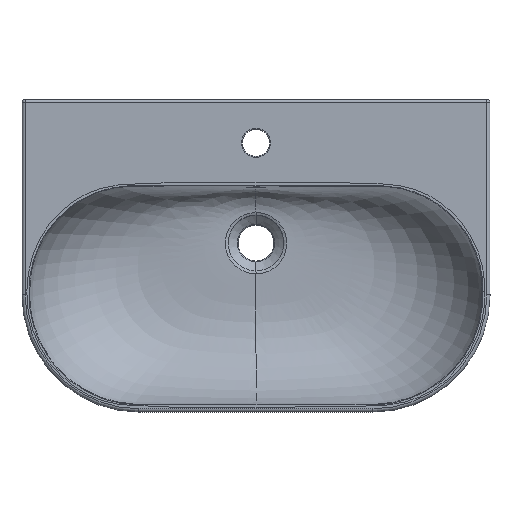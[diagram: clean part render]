
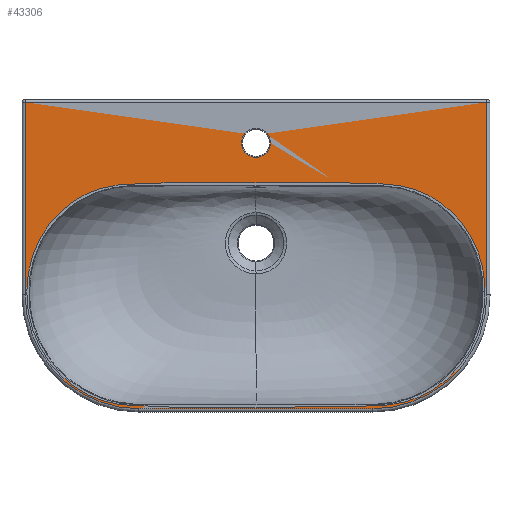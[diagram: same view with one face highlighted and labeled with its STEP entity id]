
A CAD part, top view. The second image highlights one B-rep face of the part: STEP entity #43306.
In plain terms, the highlighted planar face has unit normal (0, 0, 1).
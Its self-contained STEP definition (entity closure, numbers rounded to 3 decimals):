
#32442=DIRECTION('',(0.,-1.,0.));
#32443=VECTOR('',#32442,247.);
#32444=CARTESIAN_POINT('',(296.,-2.996,0.));
#32445=LINE('',#32444,#32443);
#32466=DIRECTION('',(-1.,0.,0.));
#32467=VECTOR('',#32466,300.);
#32468=CARTESIAN_POINT('',(150.,-395.996,0.));
#32469=LINE('',#32468,#32467);
#32470=CARTESIAN_POINT('',(-150.,-249.996,0.));
#32471=DIRECTION('',(0.,0.,1.));
#32472=DIRECTION('',(-1.,0.,0.));
#32473=AXIS2_PLACEMENT_3D('',#32470,#32471,#32472);
#32475=DIRECTION('',(1.,0.,0.));
#32476=VECTOR('',#32475,592.);
#32477=CARTESIAN_POINT('',(-296.,-2.996,0.));
#32478=LINE('',#32477,#32476);
#32479=CARTESIAN_POINT('',(150.,-249.996,0.));
#32480=DIRECTION('',(0.,0.,1.));
#32481=DIRECTION('',(0.,-1.,0.));
#32482=AXIS2_PLACEMENT_3D('',#32479,#32480,#32481);
#32484=CARTESIAN_POINT('',(0.,-394.375,0.));
#32485=CARTESIAN_POINT('',(13.519,-394.393,
0.));
#32486=CARTESIAN_POINT('',(39.72,-394.41,
0.));
#32487=CARTESIAN_POINT('',(76.314,-394.465,
0.));
#32488=CARTESIAN_POINT('',(110.782,-394.274,
0.));
#32489=CARTESIAN_POINT('',(140.842,-393.806,
0.));
#32490=CARTESIAN_POINT('',(167.122,-392.016,
0.));
#32491=CARTESIAN_POINT('',(189.914,-388.002,
0.));
#32492=CARTESIAN_POINT('',(209.16,-381.643,
0.));
#32493=CARTESIAN_POINT('',(227.207,-372.203,
0.));
#32494=CARTESIAN_POINT('',(244.854,-359.034,
0.));
#32495=CARTESIAN_POINT('',(260.702,-342.638,
0.));
#32496=CARTESIAN_POINT('',(273.714,-324.06,
0.));
#32497=CARTESIAN_POINT('',(283.785,-303.397,
0.));
#32498=CARTESIAN_POINT('',(290.783,-280.583,
0.));
#32499=CARTESIAN_POINT('',(294.191,-256.63,
0.));
#32500=CARTESIAN_POINT('',(293.855,-232.524,
0.));
#32501=CARTESIAN_POINT('',(289.876,-209.357,
0.));
#32502=CARTESIAN_POINT('',(282.586,-187.946,
0.));
#32503=CARTESIAN_POINT('',(272.488,-168.834,
0.));
#32504=CARTESIAN_POINT('',(259.415,-151.505,
0.));
#32505=CARTESIAN_POINT('',(243.553,-136.293,
0.));
#32506=CARTESIAN_POINT('',(226.19,-124.365,
0.));
#32507=CARTESIAN_POINT('',(208.317,-115.909,
0.));
#32508=CARTESIAN_POINT('',(189.116,-110.48,
0.));
#32509=CARTESIAN_POINT('',(166.696,-107.388,
0.));
#32510=CARTESIAN_POINT('',(140.954,-106.337,
0.));
#32511=CARTESIAN_POINT('',(111.537,-106.333,
0.));
#32512=CARTESIAN_POINT('',(78.021,-106.252,
0.));
#32513=CARTESIAN_POINT('',(41.025,-106.213,
0.));
#32514=CARTESIAN_POINT('',(14.06,-106.202,
0.));
#32515=CARTESIAN_POINT('',(0.,-106.201,0.));
#32517=CARTESIAN_POINT('',(0.,-106.201,0.));
#32518=CARTESIAN_POINT('',(-13.522,-106.204,
0.));
#32519=CARTESIAN_POINT('',(-39.7,-106.218,
0.));
#32520=CARTESIAN_POINT('',(-76.381,-106.269,
0.));
#32521=CARTESIAN_POINT('',(-110.434,-106.347,
0.));
#32522=CARTESIAN_POINT('',(-139.947,-106.297,
0.));
#32523=CARTESIAN_POINT('',(-165.88,-107.252,
0.));
#32524=CARTESIAN_POINT('',(-188.458,-110.278,
0.));
#32525=CARTESIAN_POINT('',(-207.835,-115.704,
0.));
#32526=CARTESIAN_POINT('',(-225.808,-124.168,
0.));
#32527=CARTESIAN_POINT('',(-243.24,-136.066,
0.));
#32528=CARTESIAN_POINT('',(-259.186,-151.27,
0.));
#32529=CARTESIAN_POINT('',(-272.201,-168.404,
0.));
#32530=CARTESIAN_POINT('',(-282.336,-187.42,
0.));
#32531=CARTESIAN_POINT('',(-289.702,-208.795,
0.));
#32532=CARTESIAN_POINT('',(-293.785,-232.005,
0.));
#32533=CARTESIAN_POINT('',(-294.222,-256.084,
0.));
#32534=CARTESIAN_POINT('',(-290.927,-279.968,
0.));
#32535=CARTESIAN_POINT('',(-284.07,-302.69,
0.));
#32536=CARTESIAN_POINT('',(-274.087,-323.437,
0.));
#32537=CARTESIAN_POINT('',(-261.118,-342.148,
0.));
#32538=CARTESIAN_POINT('',(-245.418,-358.562,
0.));
#32539=CARTESIAN_POINT('',(-227.93,-371.761,
0.));
#32540=CARTESIAN_POINT('',(-210.088,-381.224,
0.));
#32541=CARTESIAN_POINT('',(-190.923,-387.688,
0.));
#32542=CARTESIAN_POINT('',(-168.214,-391.818,
0.));
#32543=CARTESIAN_POINT('',(-142.025,-393.736,
0.));
#32544=CARTESIAN_POINT('',(-111.868,-394.283,
0.));
#32545=CARTESIAN_POINT('',(-77.715,-394.489,
0.));
#32546=CARTESIAN_POINT('',(-40.623,-394.42,
0.));
#32547=CARTESIAN_POINT('',(-13.874,-394.398,
0.));
#32548=CARTESIAN_POINT('',(0.,-394.375,0.));
#32550=CARTESIAN_POINT('',(-0.003,-55.,
0.));
#32551=DIRECTION('',(0.,0.,-1.));
#32552=DIRECTION('',(0.,1.,0.));
#32553=AXIS2_PLACEMENT_3D('',#32550,#32551,#32552);
#32555=CARTESIAN_POINT('',(0.003,-55.,
0.));
#32556=DIRECTION('',(0.,0.,-1.));
#32557=DIRECTION('',(0.,-1.,0.));
#32558=AXIS2_PLACEMENT_3D('',#32555,#32556,#32557);
#32634=DIRECTION('',(0.,1.,0.));
#32635=VECTOR('',#32634,247.);
#32636=CARTESIAN_POINT('',(-296.,-249.996,0.));
#32637=LINE('',#32636,#32635);
#32857=CARTESIAN_POINT('',(150.,-395.996,0.));
#32858=VERTEX_POINT('',#32857);
#32859=CARTESIAN_POINT('',(296.,-249.996,0.));
#32860=VERTEX_POINT('',#32859);
#32863=CARTESIAN_POINT('',(296.,-2.996,0.));
#32864=VERTEX_POINT('',#32863);
#32865=VERTEX_POINT('',#32515);
#32866=VERTEX_POINT('',#32484);
#32867=CARTESIAN_POINT('',(0.,-36.5,
0.));
#32868=CARTESIAN_POINT('',(0.,-73.5,
0.));
#32869=VERTEX_POINT('',#32867);
#32870=VERTEX_POINT('',#32868);
#32989=CARTESIAN_POINT('',(-150.,-395.996,0.));
#32990=VERTEX_POINT('',#32989);
#32991=CARTESIAN_POINT('',(-296.,-249.996,0.));
#32992=VERTEX_POINT('',#32991);
#32995=CARTESIAN_POINT('',(-296.,-2.996,0.));
#32996=VERTEX_POINT('',#32995);
#43277=CARTESIAN_POINT('',(375.,-449.996,0.));
#43278=DIRECTION('',(0.,0.,1.));
#43279=DIRECTION('',(1.,0.,0.));
#43280=AXIS2_PLACEMENT_3D('',#43277,#43278,#43279);
#43281=PLANE('',#43280);
#43283=ORIENTED_EDGE('',*,*,#43282,.T.);
#43285=ORIENTED_EDGE('',*,*,#43284,.F.);
#43287=ORIENTED_EDGE('',*,*,#43286,.T.);
#43288=ORIENTED_EDGE('',*,*,#43270,.T.);
#43289=ORIENTED_EDGE('',*,*,#43233,.T.);
#43291=ORIENTED_EDGE('',*,*,#43290,.F.);
#43292=EDGE_LOOP('',(#43283,#43285,#43287,#43288,#43289,#43291));
#43293=FACE_OUTER_BOUND('',#43292,.F.);
#43295=ORIENTED_EDGE('',*,*,#43294,.T.);
#43297=ORIENTED_EDGE('',*,*,#43296,.T.);
#43298=EDGE_LOOP('',(#43295,#43297));
#43299=FACE_BOUND('',#43298,.F.);
#43301=ORIENTED_EDGE('',*,*,#43300,.F.);
#43303=ORIENTED_EDGE('',*,*,#43302,.F.);
#43304=EDGE_LOOP('',(#43301,#43303));
#43305=FACE_BOUND('',#43304,.F.);
#43306=ADVANCED_FACE('',(#43293,#43299,#43305),#43281,.T.);
#32474=CIRCLE('',#32473,146.);
#32483=CIRCLE('',#32482,146.);
#32516=B_SPLINE_CURVE_WITH_KNOTS('',3,(#32484,#32485,#32486,#32487,#32488,
#32489,#32490,#32491,#32492,#32493,#32494,#32495,#32496,#32497,#32498,#32499,
#32500,#32501,#32502,#32503,#32504,#32505,#32506,#32507,#32508,#32509,#32510,
#32511,#32512,#32513,#32514,#32515),.UNSPECIFIED.,.F.,.F.,(4,1,1,1,1,1,1,1,1,1,
1,1,1,1,1,1,1,1,1,1,1,1,1,1,1,1,1,1,1,4),(0.,0.034,
0.069,0.103,0.138,0.172,
0.207,0.241,0.276,0.31,
0.345,0.379,0.414,0.448,
0.483,0.517,0.552,0.586,
0.621,0.655,0.69,0.724,
0.759,0.793,0.828,0.862,
0.897,0.931,0.966,1.),.UNSPECIFIED.);
#32549=B_SPLINE_CURVE_WITH_KNOTS('',3,(#32517,#32518,#32519,#32520,#32521,
#32522,#32523,#32524,#32525,#32526,#32527,#32528,#32529,#32530,#32531,#32532,
#32533,#32534,#32535,#32536,#32537,#32538,#32539,#32540,#32541,#32542,#32543,
#32544,#32545,#32546,#32547,#32548),.UNSPECIFIED.,.F.,.F.,(4,1,1,1,1,1,1,1,1,1,
1,1,1,1,1,1,1,1,1,1,1,1,1,1,1,1,1,1,1,4),(0.,0.034,
0.069,0.103,0.138,0.172,
0.207,0.241,0.276,0.31,
0.345,0.379,0.414,0.448,
0.483,0.517,0.552,0.586,
0.621,0.655,0.69,0.724,
0.759,0.793,0.828,0.862,
0.897,0.931,0.966,1.),.UNSPECIFIED.);
#32554=CIRCLE('',#32553,18.5);
#32559=CIRCLE('',#32558,18.5);
#43233=EDGE_CURVE('',#32864,#32860,#32445,.T.);
#43270=EDGE_CURVE('',#32996,#32864,#32478,.T.);
#43282=EDGE_CURVE('',#32858,#32990,#32469,.T.);
#43284=EDGE_CURVE('',#32992,#32990,#32474,.T.);
#43286=EDGE_CURVE('',#32992,#32996,#32637,.T.);
#43290=EDGE_CURVE('',#32858,#32860,#32483,.T.);
#43294=EDGE_CURVE('',#32866,#32865,#32516,.T.);
#43296=EDGE_CURVE('',#32865,#32866,#32549,.T.);
#43300=EDGE_CURVE('',#32869,#32870,#32554,.T.);
#43302=EDGE_CURVE('',#32870,#32869,#32559,.T.);
